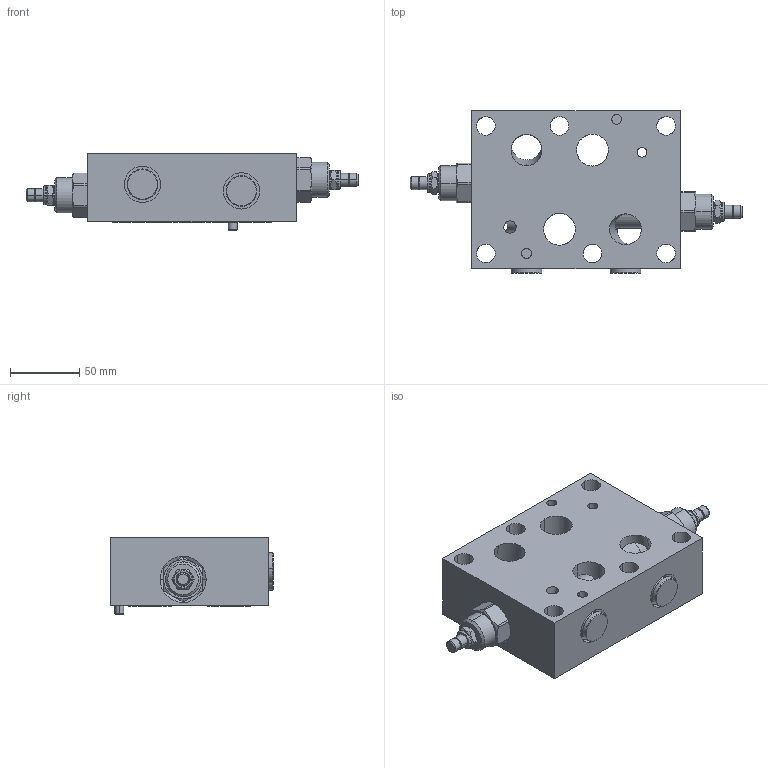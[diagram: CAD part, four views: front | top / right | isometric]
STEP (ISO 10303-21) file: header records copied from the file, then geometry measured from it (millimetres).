
FILE_DESCRIPTION((''),'2;1');
FILE_NAME('MANIFOLD_STP1_ASM','2008-02-11T',('Administrator'),(''),'PRO/ENGINEER BY PARAMETRIC TECHNOLOGY CORPORATION, 2006240','PRO/ENGINEER BY PARAMETRIC TECHNOLOGY CORPORATION, 2006240','');
FILE_SCHEMA(('CONFIG_CONTROL_DESIGN'));
Length unit declared in the file: inch
Products named in the file (3): 150131H; RPGCLAN-CDY-S_CART; MANIFOLD_STP1_ASM
Assembly tree (2 placements, depth 2):
  MANIFOLD_STP1_ASM
    150131H
    RPGCLAN-CDY-S_CART
Bounding box: 239.73 x 117.63 x 55.58 mm (x, y, z)
Surface area: 150027.9 mm2 (no closed solid volume)
Topology: 0 solids, 28 shells, 1025 faces, 2376 edges, 1456 vertices
Faces by surface type: cylinder 416, cone 237, plane 184, torus 172, sphere 8, bspline 8
Entity records: 31602 total; most frequent: CARTESIAN_POINT 7589, DIRECTION 5511, ORIENTED_EDGE 4690, AXIS2_PLACEMENT_3D 2393, EDGE_CURVE 2356, VERTEX_POINT 1456, CIRCLE 1371, EDGE_LOOP 1186
